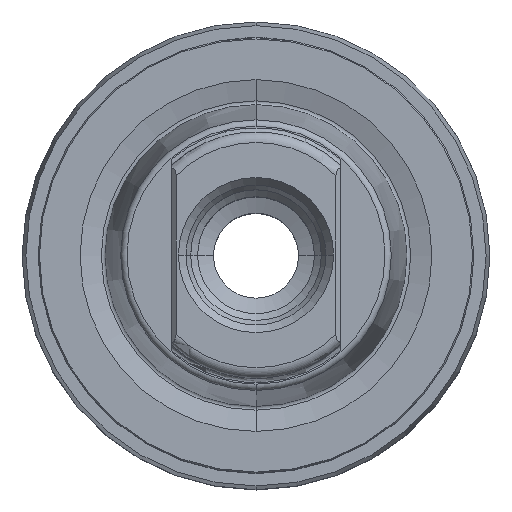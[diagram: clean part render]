
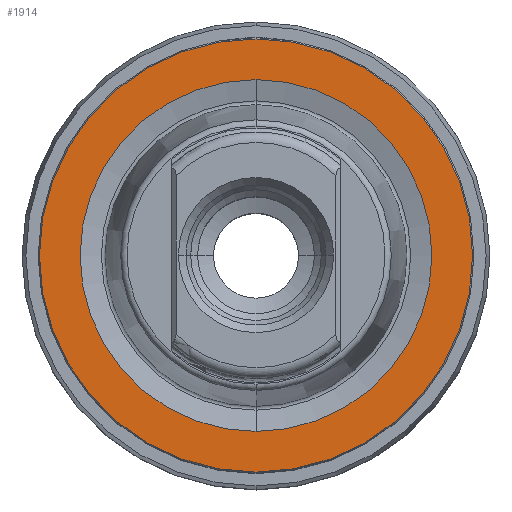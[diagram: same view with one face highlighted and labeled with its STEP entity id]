
A CAD part, top view. The second image highlights one B-rep face of the part: STEP entity #1914.
In plain terms, the highlighted planar face has unit normal (0, 0, 1).
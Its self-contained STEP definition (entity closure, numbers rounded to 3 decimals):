
#731=CARTESIAN_POINT('',(0.,0.,0.));
#732=DIRECTION('',(0.,0.,1.));
#733=DIRECTION('',(0.,-1.,0.));
#734=AXIS2_PLACEMENT_3D('',#731,#732,#733);
#739=CARTESIAN_POINT('',(0.,0.,0.));
#740=DIRECTION('',(0.,0.,-1.));
#741=DIRECTION('',(0.,-1.,0.));
#742=AXIS2_PLACEMENT_3D('',#739,#740,#741);
#747=CARTESIAN_POINT('',(0.,0.,0.));
#748=DIRECTION('',(0.,0.,1.));
#749=DIRECTION('',(0.,-1.,0.));
#750=AXIS2_PLACEMENT_3D('',#747,#748,#749);
#755=CARTESIAN_POINT('',(0.,0.,0.));
#756=DIRECTION('',(0.,0.,-1.));
#757=DIRECTION('',(0.,-1.,0.));
#758=AXIS2_PLACEMENT_3D('',#755,#756,#757);
#1179=CARTESIAN_POINT('',(0.,-8.278,0.));
#1181=VERTEX_POINT('',#1179);
#1193=CARTESIAN_POINT('',(0.,8.278,0.));
#1195=VERTEX_POINT('',#1193);
#1212=CARTESIAN_POINT('',(0.,-10.192,0.));
#1214=VERTEX_POINT('',#1212);
#1216=CARTESIAN_POINT('',(0.,10.192,0.));
#1218=VERTEX_POINT('',#1216);
#1899=CARTESIAN_POINT('',(0.,0.,0.));
#1900=DIRECTION('',(0.,0.,-1.));
#1901=DIRECTION('',(0.,1.,0.));
#1902=AXIS2_PLACEMENT_3D('',#1899,#1900,#1901);
#1903=PLANE('',#1902);
#1905=ORIENTED_EDGE('',*,*,#1904,.F.);
#1907=ORIENTED_EDGE('',*,*,#1906,.T.);
#1908=EDGE_LOOP('',(#1905,#1907));
#1909=FACE_OUTER_BOUND('',#1908,.F.);
#1910=ORIENTED_EDGE('',*,*,#1892,.F.);
#1911=ORIENTED_EDGE('',*,*,#1881,.T.);
#1912=EDGE_LOOP('',(#1910,#1911));
#1913=FACE_BOUND('',#1912,.F.);
#735=CIRCLE('',#734,8.278);
#743=CIRCLE('',#742,8.278);
#751=CIRCLE('',#750,10.192);
#759=CIRCLE('',#758,10.192);
#1881=EDGE_CURVE('',#1181,#1195,#735,.T.);
#1892=EDGE_CURVE('',#1181,#1195,#743,.T.);
#1904=EDGE_CURVE('',#1214,#1218,#751,.T.);
#1906=EDGE_CURVE('',#1214,#1218,#759,.T.);
#1914=ADVANCED_FACE('',(#1909,#1913),#1903,.F.);
